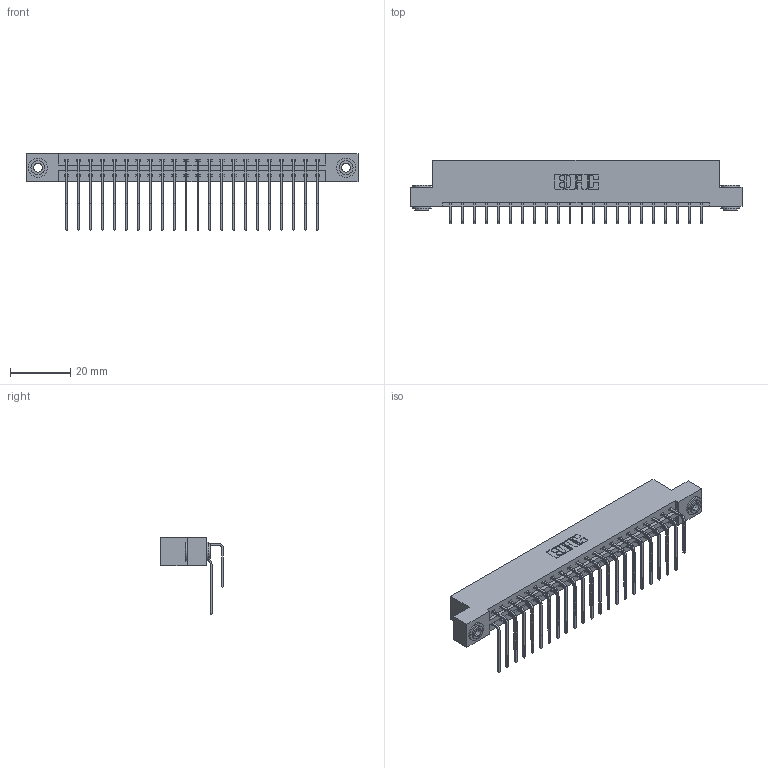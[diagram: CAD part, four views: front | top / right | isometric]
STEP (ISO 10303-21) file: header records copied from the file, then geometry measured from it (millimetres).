
FILE_DESCRIPTION (( 'STEP AP203' ), '1' );
FILE_NAME ('337-044-559-203.STEP', '2018-08-09T06:10:28', ( '' ), ( '' ), 'SwSTEP 2.0', 'SolidWorks 2016', '' );
FILE_SCHEMA (( 'CONFIG_CONTROL_DESIGN' ));
Length unit declared in the file: inch
Products named in the file (5): 345-292-001_559 Tail - 2; 345-250-002_345-250-002-102; 337-044-559-203; 337 Part_Flush Mounting Lugs - 0.156 Dia-TH; 345-292-001_558 559 Tail - 1
Assembly tree (47 placements, depth 2):
  337-044-559-203
    337 Part_Flush Mounting Lugs - 0.156 Dia-TH
    345-292-001_558 559 Tail - 1  x22
    345-292-001_559 Tail - 2  x22
    345-250-002_345-250-002-102  x2
Bounding box: 110.19 x 20.9 x 25.53 mm (x, y, z)
Volume: 11619.2 mm3; surface area: 14440.2 mm2
Topology: 47 solids, 47 shells, 2616 faces, 7735 edges, 5094 vertices
Faces by surface type: plane 1840, cylinder 768, cone 8
Entity records: 22078 total; most frequent: CARTESIAN_POINT 3756, ORIENTED_EDGE 3634, DIRECTION 3247, EDGE_CURVE 1817, LINE 1625, VECTOR 1625, VERTEX_POINT 1206, AXIS2_PLACEMENT_3D 811
